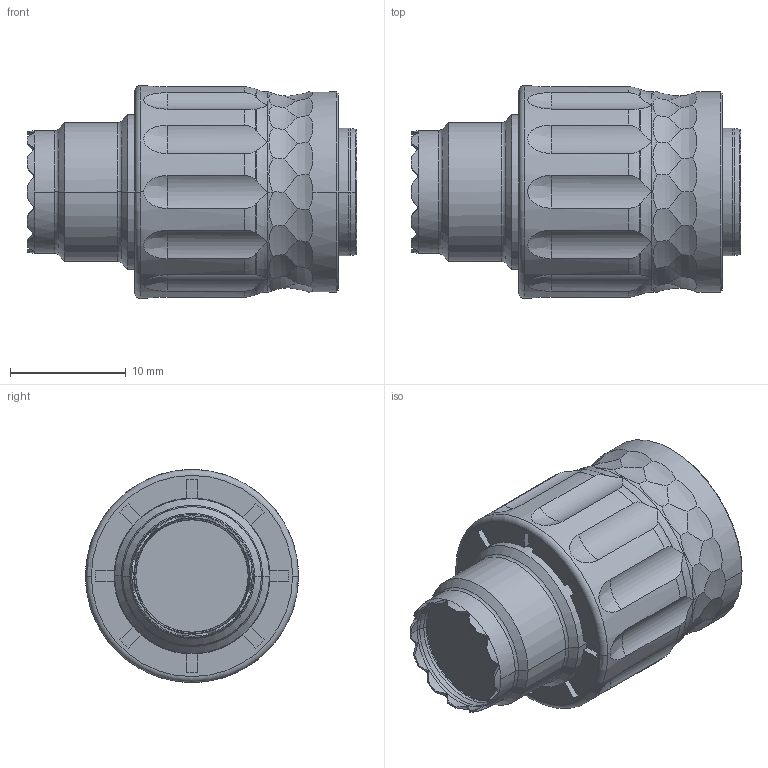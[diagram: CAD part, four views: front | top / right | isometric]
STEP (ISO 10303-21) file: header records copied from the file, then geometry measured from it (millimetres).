
FILE_DESCRIPTION((''),'2;1');
FILE_NAME('00196408--','2021-03-31T11:20:31',('FHeitzinger'),(''),'CREO PARAMETRIC BY PTC INC, 2018300','CREO PARAMETRIC BY PTC INC, 2018300','');
FILE_SCHEMA(('AP242_MANAGED_MODEL_BASED_3D_ENGINEERING_MIM_LF { 1 0 10303 442 1 1 4 }'));
Length unit declared in the file: millimetre
Products named in the file (1): 00196408--
Bounding box: 28.5 x 18.4 x 18.4 mm (x, y, z)
Volume: 4036.1 mm3; surface area: 3227.4 mm2
Topology: 1 solids, 1 shells, 445 faces, 1432 edges, 1006 vertices
Faces by surface type: torus 122, cylinder 121, plane 96, bspline 55, cone 51
Entity records: 24112 total; most frequent: CARTESIAN_POINT 8969, ORIENTED_EDGE 2864, DIRECTION 2152, EDGE_CURVE 1432, VERTEX_POINT 1006, AXIS2_PLACEMENT_3D 938, B_SPLINE_CURVE_WITH_KNOTS 608, CIRCLE 548
